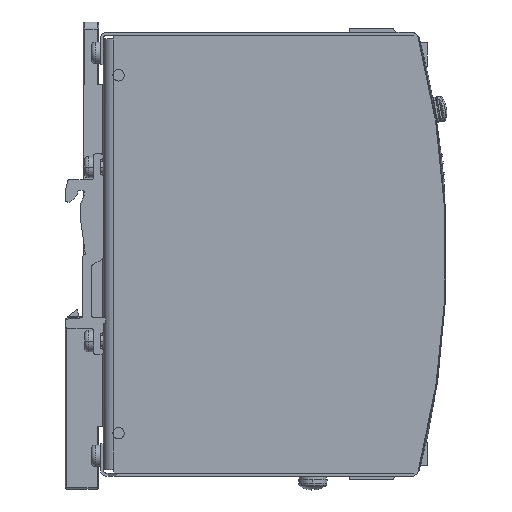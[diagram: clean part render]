
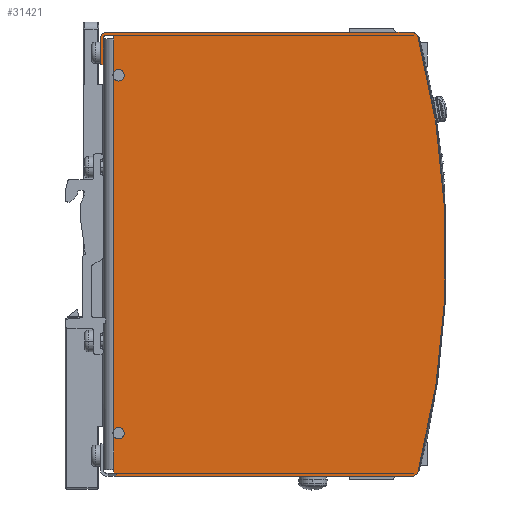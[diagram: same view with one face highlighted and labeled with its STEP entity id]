
A CAD part, front view. The second image highlights one B-rep face of the part: STEP entity #31421.
In plain terms, the highlighted planar face has unit normal (0, -1, 0).
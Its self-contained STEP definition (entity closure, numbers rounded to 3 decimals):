
#70=DIRECTION('',(-1.,0.,0.));
#71=VECTOR('',#70,85.281);
#72=CARTESIAN_POINT('',(86.281,-16.,61.25));
#73=LINE('',#72,#71);
#1017=CARTESIAN_POINT('',(86.281,-16.,60.25));
#1018=DIRECTION('',(0.,-1.,0.));
#1019=DIRECTION('',(0.968,0.,0.252));
#1020=AXIS2_PLACEMENT_3D('',#1017,#1018,#1019);
#1022=CARTESIAN_POINT('',(-145.,-16.,0.));
#1023=DIRECTION('',(0.,-1.,0.));
#1024=DIRECTION('',(0.968,0.,-0.252));
#1025=AXIS2_PLACEMENT_3D('',#1022,#1023,#1024);
#1027=CARTESIAN_POINT('',(86.281,-16.,-60.25));
#1028=DIRECTION('',(0.,-1.,0.));
#1029=DIRECTION('',(0.,0.,-1.));
#1030=AXIS2_PLACEMENT_3D('',#1027,#1028,#1029);
#1032=DIRECTION('',(1.,0.,0.));
#1033=VECTOR('',#1032,82.631);
#1034=CARTESIAN_POINT('',(3.65,-16.,-62.));
#1035=LINE('',#1034,#1033);
#1036=CARTESIAN_POINT('',(86.281,-16.,-60.25));
#1037=DIRECTION('',(0.,1.,0.));
#1038=DIRECTION('',(0.436,0.,-0.9));
#1039=AXIS2_PLACEMENT_3D('',#1036,#1037,#1038);
#1041=DIRECTION('',(1.,0.,0.));
#1042=VECTOR('',#1041,83.717);
#1043=CARTESIAN_POINT('',(3.,-16.,-61.15));
#1044=LINE('',#1043,#1042);
#1045=DIRECTION('',(0.,0.,-1.));
#1046=VECTOR('',#1045,1.);
#1047=CARTESIAN_POINT('',(3.,-16.,-60.15));
#1048=LINE('',#1047,#1046);
#1049=CARTESIAN_POINT('',(4.3,-16.,-50.));
#1050=DIRECTION('',(0.,1.,0.));
#1051=DIRECTION('',(0.,0.,-1.));
#1052=AXIS2_PLACEMENT_3D('',#1049,#1050,#1051);
#1054=CARTESIAN_POINT('',(4.3,-16.,-50.));
#1055=DIRECTION('',(0.,1.,0.));
#1056=DIRECTION('',(0.,0.,1.));
#1057=AXIS2_PLACEMENT_3D('',#1054,#1055,#1056);
#1059=CARTESIAN_POINT('',(4.3,-16.,-50.));
#1060=DIRECTION('',(0.,1.,0.));
#1061=DIRECTION('',(-0.813,0.,0.583));
#1062=AXIS2_PLACEMENT_3D('',#1059,#1060,#1061);
#1064=CARTESIAN_POINT('',(4.3,-16.,50.));
#1065=DIRECTION('',(0.,1.,0.));
#1066=DIRECTION('',(0.,0.,-1.));
#1067=AXIS2_PLACEMENT_3D('',#1064,#1065,#1066);
#1069=CARTESIAN_POINT('',(4.3,-16.,50.));
#1070=DIRECTION('',(0.,1.,0.));
#1071=DIRECTION('',(0.,0.,1.));
#1072=AXIS2_PLACEMENT_3D('',#1069,#1070,#1071);
#1074=CARTESIAN_POINT('',(4.3,-16.,50.));
#1075=DIRECTION('',(0.,1.,0.));
#1076=DIRECTION('',(-0.813,0.,0.583));
#1077=AXIS2_PLACEMENT_3D('',#1074,#1075,#1076);
#1079=DIRECTION('',(0.,0.,-1.));
#1080=VECTOR('',#1079,1.);
#1081=CARTESIAN_POINT('',(3.,-16.,61.15));
#1082=LINE('',#1081,#1080);
#1083=DIRECTION('',(-1.,0.,0.));
#1084=VECTOR('',#1083,83.717);
#1085=CARTESIAN_POINT('',(86.717,-16.,61.15));
#1086=LINE('',#1085,#1084);
#1087=CARTESIAN_POINT('',(86.281,-16.,60.25));
#1088=DIRECTION('',(0.,1.,0.));
#1089=DIRECTION('',(0.,0.,1.));
#1090=AXIS2_PLACEMENT_3D('',#1087,#1088,#1089);
#1092=CARTESIAN_POINT('',(1.,-16.,60.25));
#1093=DIRECTION('',(0.,1.,0.));
#1094=DIRECTION('',(-1.,0.,0.));
#1095=AXIS2_PLACEMENT_3D('',#1092,#1093,#1094);
#1097=DIRECTION('',(0.,0.,-1.));
#1098=VECTOR('',#1097,7.25);
#1099=CARTESIAN_POINT('',(-0.75,-16.,60.25));
#1100=LINE('',#1099,#1098);
#1101=CARTESIAN_POINT('',(1.,-16.,60.25));
#1102=DIRECTION('',(0.,-1.,0.));
#1103=DIRECTION('',(0.,0.,1.));
#1104=AXIS2_PLACEMENT_3D('',#1101,#1102,#1103);
#1106=DIRECTION('',(-1.,0.,0.));
#1107=VECTOR('',#1106,85.281);
#1108=CARTESIAN_POINT('',(86.281,-16.,62.));
#1109=LINE('',#1108,#1107);
#1275=DIRECTION('',(0.,0.,1.));
#1276=VECTOR('',#1275,9.217);
#1277=CARTESIAN_POINT('',(3.,-16.,50.933));
#1278=LINE('',#1277,#1276);
#1279=DIRECTION('',(0.,0.,1.));
#1280=VECTOR('',#1279,98.135);
#1281=CARTESIAN_POINT('',(3.,-16.,-49.067));
#1282=LINE('',#1281,#1280);
#1283=DIRECTION('',(0.,0.,1.));
#1284=VECTOR('',#1283,9.217);
#1285=CARTESIAN_POINT('',(3.,-16.,-60.15));
#1286=LINE('',#1285,#1284);
#1431=DIRECTION('',(0.,0.,-1.));
#1432=VECTOR('',#1431,7.25);
#1433=CARTESIAN_POINT('',(0.,-16.,60.25));
#1434=LINE('',#1433,#1432);
#1443=DIRECTION('',(-1.,0.,0.));
#1444=VECTOR('',#1443,0.75);
#1445=CARTESIAN_POINT('',(0.,-16.,53.));
#1446=LINE('',#1445,#1444);
#1758=DIRECTION('',(1.,0.,0.));
#1759=VECTOR('',#1758,82.631);
#1760=CARTESIAN_POINT('',(3.65,-16.,-61.25));
#1761=LINE('',#1760,#1759);
#6990=DIRECTION('',(0.,0.,1.));
#6991=VECTOR('',#6990,0.75);
#6992=CARTESIAN_POINT('',(3.65,-16.,-62.));
#6993=LINE('',#6992,#6991);
#22322=CARTESIAN_POINT('',(3.,-16.,50.933));
#22323=CARTESIAN_POINT('',(3.,-16.,60.15));
#22324=VERTEX_POINT('',#22322);
#22325=VERTEX_POINT('',#22323);
#22326=CARTESIAN_POINT('',(3.,-16.,-60.15));
#22327=CARTESIAN_POINT('',(3.,-16.,-50.933));
#22328=VERTEX_POINT('',#22326);
#22329=VERTEX_POINT('',#22327);
#22330=CARTESIAN_POINT('',(3.,-16.,-49.067));
#22331=CARTESIAN_POINT('',(3.,-16.,49.067));
#22332=VERTEX_POINT('',#22330);
#22333=VERTEX_POINT('',#22331);
#22374=CARTESIAN_POINT('',(3.,-16.,61.15));
#22375=VERTEX_POINT('',#22374);
#22380=CARTESIAN_POINT('',(3.,-16.,-61.15));
#22381=VERTEX_POINT('',#22380);
#22394=CARTESIAN_POINT('',(4.3,-16.,51.6));
#22396=VERTEX_POINT('',#22394);
#22398=CARTESIAN_POINT('',(4.3,-16.,48.4));
#22400=VERTEX_POINT('',#22398);
#22402=CARTESIAN_POINT('',(4.3,-16.,-48.4));
#22404=VERTEX_POINT('',#22402);
#22406=CARTESIAN_POINT('',(4.3,-16.,-51.6));
#22408=VERTEX_POINT('',#22406);
#23591=CARTESIAN_POINT('',(86.281,-16.,61.25));
#23592=VERTEX_POINT('',#23591);
#23593=CARTESIAN_POINT('',(1.,-16.,61.25));
#23594=VERTEX_POINT('',#23593);
#24263=CARTESIAN_POINT('',(87.975,-16.,-60.691));
#24264=CARTESIAN_POINT('',(87.975,-16.,60.691));
#24265=VERTEX_POINT('',#24263);
#24266=VERTEX_POINT('',#24264);
#24271=CARTESIAN_POINT('',(86.281,-16.,62.));
#24272=VERTEX_POINT('',#24271);
#24305=CARTESIAN_POINT('',(86.281,-16.,-62.));
#24306=VERTEX_POINT('',#24305);
#24309=CARTESIAN_POINT('',(3.65,-16.,-62.));
#24310=VERTEX_POINT('',#24309);
#24985=CARTESIAN_POINT('',(86.281,-16.,-61.25));
#24986=VERTEX_POINT('',#24985);
#25009=CARTESIAN_POINT('',(0.,-16.,60.25));
#25010=VERTEX_POINT('',#25009);
#25011=CARTESIAN_POINT('',(0.,-16.,53.));
#25012=VERTEX_POINT('',#25011);
#25018=CARTESIAN_POINT('',(-0.75,-16.,53.));
#25020=VERTEX_POINT('',#25018);
#25021=CARTESIAN_POINT('',(-0.75,-16.,60.25));
#25022=VERTEX_POINT('',#25021);
#25031=CARTESIAN_POINT('',(3.65,-16.,-61.25));
#25032=VERTEX_POINT('',#25031);
#25707=CARTESIAN_POINT('',(1.,-16.,62.));
#25708=VERTEX_POINT('',#25707);
#26409=CARTESIAN_POINT('',(86.717,-16.,-61.15));
#26410=VERTEX_POINT('',#26409);
#26433=CARTESIAN_POINT('',(86.717,-16.,61.15));
#26434=VERTEX_POINT('',#26433);
#31362=CARTESIAN_POINT('',(-13.393,-16.,0.));
#31363=DIRECTION('',(0.,1.,0.));
#31364=DIRECTION('',(0.,0.,-1.));
#31365=AXIS2_PLACEMENT_3D('',#31362,#31363,#31364);
#31366=PLANE('',#31365);
#31367=ORIENTED_EDGE('',*,*,#29326,.F.);
#31368=ORIENTED_EDGE('',*,*,#29350,.F.);
#31370=ORIENTED_EDGE('',*,*,#31369,.F.);
#31372=ORIENTED_EDGE('',*,*,#31371,.F.);
#31374=ORIENTED_EDGE('',*,*,#31373,.T.);
#31376=ORIENTED_EDGE('',*,*,#31375,.T.);
#31378=ORIENTED_EDGE('',*,*,#31377,.F.);
#31380=ORIENTED_EDGE('',*,*,#31379,.F.);
#31382=ORIENTED_EDGE('',*,*,#31381,.F.);
#31384=ORIENTED_EDGE('',*,*,#31383,.T.);
#31386=ORIENTED_EDGE('',*,*,#31385,.F.);
#31388=ORIENTED_EDGE('',*,*,#31387,.F.);
#31390=ORIENTED_EDGE('',*,*,#31389,.F.);
#31392=ORIENTED_EDGE('',*,*,#31391,.T.);
#31394=ORIENTED_EDGE('',*,*,#31393,.F.);
#31396=ORIENTED_EDGE('',*,*,#31395,.F.);
#31398=ORIENTED_EDGE('',*,*,#31397,.F.);
#31400=ORIENTED_EDGE('',*,*,#31399,.T.);
#31402=ORIENTED_EDGE('',*,*,#31401,.F.);
#31404=ORIENTED_EDGE('',*,*,#31403,.F.);
#31406=ORIENTED_EDGE('',*,*,#31405,.F.);
#31407=ORIENTED_EDGE('',*,*,#28364,.T.);
#31409=ORIENTED_EDGE('',*,*,#31408,.F.);
#31411=ORIENTED_EDGE('',*,*,#31410,.T.);
#31413=ORIENTED_EDGE('',*,*,#31412,.T.);
#31415=ORIENTED_EDGE('',*,*,#31414,.F.);
#31417=ORIENTED_EDGE('',*,*,#31416,.F.);
#31418=ORIENTED_EDGE('',*,*,#30487,.F.);
#31419=EDGE_LOOP('',(#31367,#31368,#31370,#31372,#31374,#31376,#31378,#31380,
#31382,#31384,#31386,#31388,#31390,#31392,#31394,#31396,#31398,#31400,#31402,
#31404,#31406,#31407,#31409,#31411,#31413,#31415,#31417,#31418));
#31420=FACE_OUTER_BOUND('',#31419,.F.);
#31421=ADVANCED_FACE('',(#31420),#31366,.F.);
#1021=CIRCLE('',#1020,1.75);
#1026=CIRCLE('',#1025,240.75);
#1031=CIRCLE('',#1030,1.75);
#1040=CIRCLE('',#1039,1.);
#1053=CIRCLE('',#1052,1.6);
#1058=CIRCLE('',#1057,1.6);
#1063=CIRCLE('',#1062,1.6);
#1068=CIRCLE('',#1067,1.6);
#1073=CIRCLE('',#1072,1.6);
#1078=CIRCLE('',#1077,1.6);
#1091=CIRCLE('',#1090,1.);
#1096=CIRCLE('',#1095,1.);
#1105=CIRCLE('',#1104,1.75);
#28364=EDGE_CURVE('',#23592,#23594,#73,.T.);
#29326=EDGE_CURVE('',#24266,#24272,#1021,.T.);
#29350=EDGE_CURVE('',#24265,#24266,#1026,.T.);
#30487=EDGE_CURVE('',#24272,#25708,#1109,.T.);
#31369=EDGE_CURVE('',#24306,#24265,#1031,.T.);
#31371=EDGE_CURVE('',#24310,#24306,#1035,.T.);
#31373=EDGE_CURVE('',#24310,#25032,#6993,.T.);
#31375=EDGE_CURVE('',#25032,#24986,#1761,.T.);
#31377=EDGE_CURVE('',#26410,#24986,#1040,.T.);
#31379=EDGE_CURVE('',#22381,#26410,#1044,.T.);
#31381=EDGE_CURVE('',#22328,#22381,#1048,.T.);
#31383=EDGE_CURVE('',#22328,#22329,#1286,.T.);
#31385=EDGE_CURVE('',#22408,#22329,#1053,.T.);
#31387=EDGE_CURVE('',#22404,#22408,#1058,.T.);
#31389=EDGE_CURVE('',#22332,#22404,#1063,.T.);
#31391=EDGE_CURVE('',#22332,#22333,#1282,.T.);
#31393=EDGE_CURVE('',#22400,#22333,#1068,.T.);
#31395=EDGE_CURVE('',#22396,#22400,#1073,.T.);
#31397=EDGE_CURVE('',#22324,#22396,#1078,.T.);
#31399=EDGE_CURVE('',#22324,#22325,#1278,.T.);
#31401=EDGE_CURVE('',#22375,#22325,#1082,.T.);
#31403=EDGE_CURVE('',#26434,#22375,#1086,.T.);
#31405=EDGE_CURVE('',#23592,#26434,#1091,.T.);
#31408=EDGE_CURVE('',#25010,#23594,#1096,.T.);
#31410=EDGE_CURVE('',#25010,#25012,#1434,.T.);
#31412=EDGE_CURVE('',#25012,#25020,#1446,.T.);
#31414=EDGE_CURVE('',#25022,#25020,#1100,.T.);
#31416=EDGE_CURVE('',#25708,#25022,#1105,.T.);
